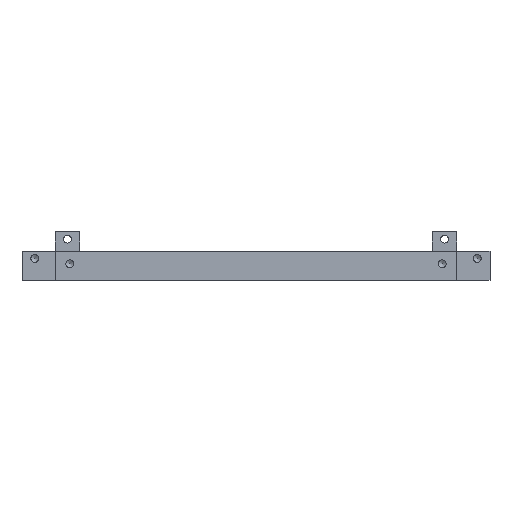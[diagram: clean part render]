
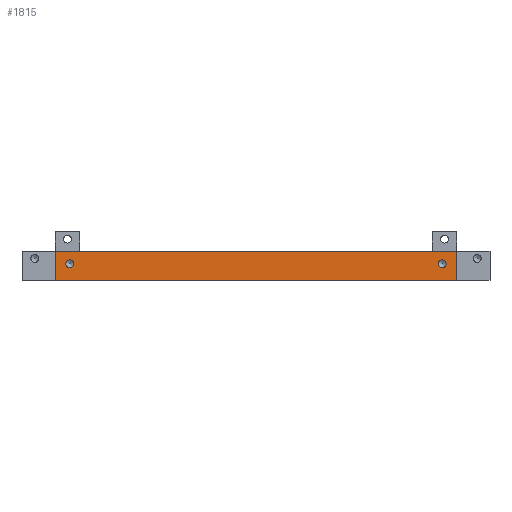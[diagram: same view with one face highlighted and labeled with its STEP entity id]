
A CAD part, front view. The second image highlights one B-rep face of the part: STEP entity #1815.
In plain terms, the highlighted planar face has unit normal (0, -1, 0).
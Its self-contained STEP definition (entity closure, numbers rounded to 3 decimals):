
#73=FACE_BOUND('',#348,.T.);
#74=FACE_BOUND('',#349,.T.);
#111=PLANE('',#2022);
#202=FACE_OUTER_BOUND('',#347,.T.);
#347=EDGE_LOOP('',(#1620,#1621,#1622,#1623));
#348=EDGE_LOOP('',(#1624));
#349=EDGE_LOOP('',(#1625));
#372=LINE('',#2604,#523);
#401=LINE('',#2726,#552);
#505=LINE('',#3066,#656);
#506=LINE('',#3068,#657);
#523=VECTOR('',#2054,10.);
#552=VECTOR('',#2157,10.);
#656=VECTOR('',#2539,10.);
#657=VECTOR('',#2542,10.);
#736=CIRCLE('',#1947,0.812);
#738=CIRCLE('',#1951,0.812);
#774=VERTEX_POINT('',#2601);
#775=VERTEX_POINT('',#2603);
#830=VERTEX_POINT('',#2723);
#831=VERTEX_POINT('',#2725);
#887=VERTEX_POINT('',#2894);
#890=VERTEX_POINT('',#2903);
#942=EDGE_CURVE('',#774,#775,#372,.T.);
#1003=EDGE_CURVE('',#830,#831,#401,.T.);
#1086=EDGE_CURVE('',#887,#887,#736,.T.);
#1090=EDGE_CURVE('',#890,#890,#738,.T.);
#1168=EDGE_CURVE('',#830,#775,#505,.T.);
#1169=EDGE_CURVE('',#831,#774,#506,.T.);
#1620=ORIENTED_EDGE('',*,*,#1003,.F.);
#1621=ORIENTED_EDGE('',*,*,#1168,.T.);
#1622=ORIENTED_EDGE('',*,*,#942,.F.);
#1623=ORIENTED_EDGE('',*,*,#1169,.F.);
#1624=ORIENTED_EDGE('',*,*,#1086,.T.);
#1625=ORIENTED_EDGE('',*,*,#1090,.T.);
#1815=ADVANCED_FACE('',(#202,#73,#74),#111,.T.);
#1947=AXIS2_PLACEMENT_3D('',#2895,#2334,#2335);
#1951=AXIS2_PLACEMENT_3D('',#2904,#2344,#2345);
#2022=AXIS2_PLACEMENT_3D('',#3067,#2540,#2541);
#2054=DIRECTION('',(1.,0.,0.));
#2157=DIRECTION('',(-1.,0.,0.));
#2334=DIRECTION('center_axis',(0.,1.,0.));
#2335=DIRECTION('ref_axis',(0.,0.,-1.));
#2344=DIRECTION('center_axis',(0.,1.,0.));
#2345=DIRECTION('ref_axis',(0.,0.,-1.));
#2539=DIRECTION('',(0.,0.,1.));
#2540=DIRECTION('center_axis',(0.,-1.,0.));
#2541=DIRECTION('ref_axis',(1.,0.,0.));
#2542=DIRECTION('',(0.,0.,1.));
#2601=CARTESIAN_POINT('',(-91.5,1.6,6.));
#2603=CARTESIAN_POINT('',(-8.5,1.6,6.));
#2604=CARTESIAN_POINT('',(-8.5,1.6,6.));
#2723=CARTESIAN_POINT('',(-8.5,1.6,0.));
#2725=CARTESIAN_POINT('',(-91.5,1.6,0.));
#2726=CARTESIAN_POINT('',(-8.5,1.6,0.));
#2894=CARTESIAN_POINT('',(-11.5,1.6,4.212));
#2895=CARTESIAN_POINT('Origin',(-11.5,1.6,3.4));
#2903=CARTESIAN_POINT('',(-88.5,1.6,4.212));
#2904=CARTESIAN_POINT('Origin',(-88.5,1.6,3.4));
#3066=CARTESIAN_POINT('',(-8.5,1.6,0.));
#3067=CARTESIAN_POINT('Origin',(-91.5,1.6,0.));
#3068=CARTESIAN_POINT('',(-91.5,1.6,0.));
